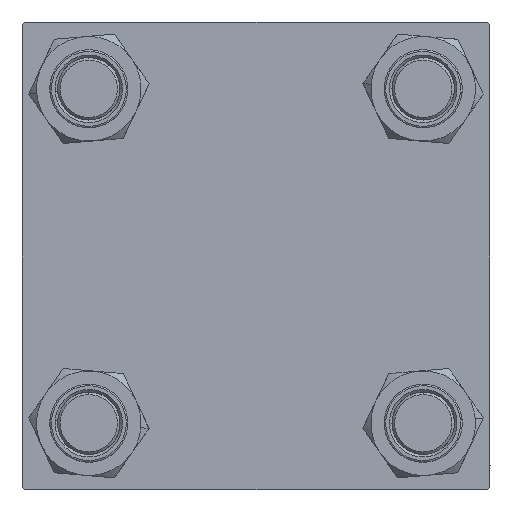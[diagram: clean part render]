
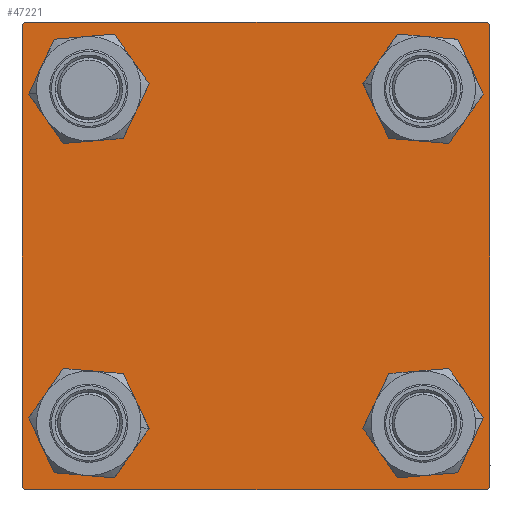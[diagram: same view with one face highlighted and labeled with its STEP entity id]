
A CAD part, left-side view. The second image highlights one B-rep face of the part: STEP entity #47221.
In plain terms, the highlighted planar face has unit normal (-1, 0, 0).
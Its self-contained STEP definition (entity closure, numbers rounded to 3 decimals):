
#65 = CARTESIAN_POINT ( 'NONE',  ( 0., -45., -44.5 ) ) ;
#400 = DIRECTION ( 'NONE',  ( 0., 0., 1. ) ) ;
#614 = VERTEX_POINT ( 'NONE', #52564 ) ;
#797 = DIRECTION ( 'NONE',  ( 0., -0.707, -0.707 ) ) ;
#1798 = VECTOR ( 'NONE', #19419, 1000. ) ;
#1947 = CARTESIAN_POINT ( 'NONE',  ( 0., 44.75, 44.75 ) ) ;
#1969 = LINE ( 'NONE', #28332, #23312 ) ;
#2412 = VECTOR ( 'NONE', #10171, 1000. ) ;
#2892 = AXIS2_PLACEMENT_3D ( 'NONE', #25750, #39500, #13433 ) ;
#3099 = LINE ( 'NONE', #20573, #34307 ) ;
#3635 = DIRECTION ( 'NONE',  ( 1., 0., 0. ) ) ;
#5090 = DIRECTION ( 'NONE',  ( 1., 0., 0. ) ) ;
#7182 = AXIS2_PLACEMENT_3D ( 'NONE', #31162, #5090, #14534 ) ;
#7990 = CARTESIAN_POINT ( 'NONE',  ( 0., -44.5, 45. ) ) ;
#8147 = DIRECTION ( 'NONE',  ( 1., 0., 0. ) ) ;
#8285 = VERTEX_POINT ( 'NONE', #12731 ) ;
#8804 = DIRECTION ( 'NONE',  ( 0., 0., 1. ) ) ;
#9239 = FACE_OUTER_BOUND ( 'NONE', #27531, .T. ) ;
#9289 = VERTEX_POINT ( 'NONE', #65 ) ;
#9346 = ORIENTED_EDGE ( 'NONE', *, *, #9820, .F. ) ;
#9689 = CARTESIAN_POINT ( 'NONE',  ( 0., -32.15, 32.15 ) ) ;
#9811 = FACE_BOUND ( 'NONE', #31982, .T. ) ;
#9820 = EDGE_CURVE ( 'NONE', #20403, #42454, #54585, .T. ) ;
#10171 = DIRECTION ( 'NONE',  ( 0., -0.707, 0.707 ) ) ;
#10249 = DIRECTION ( 'NONE',  ( 1., 0., 0. ) ) ;
#10441 = VECTOR ( 'NONE', #27664, 1000. ) ;
#10574 = DIRECTION ( 'NONE',  ( 0., 0., -1. ) ) ;
#10641 = ORIENTED_EDGE ( 'NONE', *, *, #39932, .T. ) ;
#10846 = ORIENTED_EDGE ( 'NONE', *, *, #42492, .T. ) ;
#11033 = CARTESIAN_POINT ( 'NONE',  ( 0., 45., -45. ) ) ;
#11275 = VERTEX_POINT ( 'NONE', #31117 ) ;
#12731 = CARTESIAN_POINT ( 'NONE',  ( 0., -45., 44.5 ) ) ;
#12946 = ORIENTED_EDGE ( 'NONE', *, *, #42556, .T. ) ;
#13016 = VECTOR ( 'NONE', #53758, 1000. ) ;
#13433 = DIRECTION ( 'NONE',  ( 0., 0., 1. ) ) ;
#14119 = CARTESIAN_POINT ( 'NONE',  ( 0., 0., 0. ) ) ;
#14534 = DIRECTION ( 'NONE',  ( 0., 0., 1. ) ) ;
#14835 = DIRECTION ( 'NONE',  ( 0., 0., 1. ) ) ;
#15370 = ORIENTED_EDGE ( 'NONE', *, *, #53473, .T. ) ;
#16132 = EDGE_LOOP ( 'NONE', ( #54017, #49262 ) ) ;
#17589 = CARTESIAN_POINT ( 'NONE',  ( 0., 32.15, -38.65 ) ) ;
#17755 = VERTEX_POINT ( 'NONE', #19249 ) ;
#18150 = VERTEX_POINT ( 'NONE', #44428 ) ;
#18423 = EDGE_CURVE ( 'NONE', #29235, #40509, #22582, .T. ) ;
#18714 = DIRECTION ( 'NONE',  ( 1., 0., 0. ) ) ;
#18790 = ORIENTED_EDGE ( 'NONE', *, *, #18423, .T. ) ;
#19022 = AXIS2_PLACEMENT_3D ( 'NONE', #55493, #3635, #46904 ) ;
#19249 = CARTESIAN_POINT ( 'NONE',  ( 0., 32.15, 38.65 ) ) ;
#19419 = DIRECTION ( 'NONE',  ( 0., 0.707, -0.707 ) ) ;
#19927 = CARTESIAN_POINT ( 'NONE',  ( 0., 45., 45. ) ) ;
#20322 = CARTESIAN_POINT ( 'NONE',  ( 0., -32.15, 38.65 ) ) ;
#20403 = VERTEX_POINT ( 'NONE', #44000 ) ;
#20573 = CARTESIAN_POINT ( 'NONE',  ( 0., -44.75, 44.75 ) ) ;
#21205 = EDGE_CURVE ( 'NONE', #32184, #9289, #44578, .T. ) ;
#21865 = FACE_BOUND ( 'NONE', #36747, .T. ) ;
#22375 = EDGE_CURVE ( 'NONE', #50982, #17755, #48205, .T. ) ;
#22582 = LINE ( 'NONE', #26872, #32655 ) ;
#22737 = CARTESIAN_POINT ( 'NONE',  ( 0., 32.15, 32.15 ) ) ;
#23312 = VECTOR ( 'NONE', #10574, 1000. ) ;
#23453 = CARTESIAN_POINT ( 'NONE',  ( 0., 44.5, -45. ) ) ;
#23480 = AXIS2_PLACEMENT_3D ( 'NONE', #22737, #18714, #400 ) ;
#23760 = AXIS2_PLACEMENT_3D ( 'NONE', #55992, #8147, #51699 ) ;
#24176 = EDGE_CURVE ( 'NONE', #614, #11275, #56532, .T. ) ;
#24596 = CARTESIAN_POINT ( 'NONE',  ( 0., 32.15, -25.65 ) ) ;
#24981 = AXIS2_PLACEMENT_3D ( 'NONE', #9689, #10249, #14835 ) ;
#25221 = EDGE_CURVE ( 'NONE', #18150, #29235, #51143, .T. ) ;
#25750 = CARTESIAN_POINT ( 'NONE',  ( 0., -32.15, 32.15 ) ) ;
#26720 = DIRECTION ( 'NONE',  ( -1., 0., 0. ) ) ;
#26808 = CARTESIAN_POINT ( 'NONE',  ( 0., -44.75, -44.75 ) ) ;
#26872 = CARTESIAN_POINT ( 'NONE',  ( 0., 44.75, -44.75 ) ) ;
#27531 = EDGE_LOOP ( 'NONE', ( #52556, #18790, #10641, #44029, #39796, #15370, #9346, #31090 ) ) ;
#27664 = DIRECTION ( 'NONE',  ( 0., -1., 0. ) ) ;
#27880 = EDGE_CURVE ( 'NONE', #48578, #45806, #31916, .T. ) ;
#28029 = CARTESIAN_POINT ( 'NONE',  ( 0., 45., -44.5 ) ) ;
#28332 = CARTESIAN_POINT ( 'NONE',  ( 0., -45., 45. ) ) ;
#29235 = VERTEX_POINT ( 'NONE', #28029 ) ;
#29506 = EDGE_LOOP ( 'NONE', ( #50024, #55407 ) ) ;
#29579 = DIRECTION ( 'NONE',  ( 0., 0., 1. ) ) ;
#29688 = EDGE_CURVE ( 'NONE', #11275, #614, #54838, .T. ) ;
#29813 = AXIS2_PLACEMENT_3D ( 'NONE', #48070, #38617, #8804 ) ;
#30084 = EDGE_CURVE ( 'NONE', #20403, #18150, #36910, .T. ) ;
#30349 = CIRCLE ( 'NONE', #39511, 6.5 ) ;
#31090 = ORIENTED_EDGE ( 'NONE', *, *, #30084, .T. ) ;
#31117 = CARTESIAN_POINT ( 'NONE',  ( 0., -32.15, -25.65 ) ) ;
#31162 = CARTESIAN_POINT ( 'NONE',  ( 0., 32.15, -32.15 ) ) ;
#31307 = FACE_BOUND ( 'NONE', #16132, .T. ) ;
#31916 = CIRCLE ( 'NONE', #7182, 6.5 ) ;
#31982 = EDGE_LOOP ( 'NONE', ( #12946, #10846 ) ) ;
#32184 = VERTEX_POINT ( 'NONE', #34553 ) ;
#32655 = VECTOR ( 'NONE', #797, 1000. ) ;
#34307 = VECTOR ( 'NONE', #46941, 1000. ) ;
#34553 = CARTESIAN_POINT ( 'NONE',  ( 0., -44.5, -45. ) ) ;
#36747 = EDGE_LOOP ( 'NONE', ( #37667, #53750 ) ) ;
#36910 = LINE ( 'NONE', #1947, #1798 ) ;
#37409 = DIRECTION ( 'NONE',  ( 0., 0., -1. ) ) ;
#37662 = CIRCLE ( 'NONE', #24981, 6.5 ) ;
#37667 = ORIENTED_EDGE ( 'NONE', *, *, #56338, .T. ) ;
#38617 = DIRECTION ( 'NONE',  ( 1., 0., 0. ) ) ;
#39180 = VERTEX_POINT ( 'NONE', #51925 ) ;
#39500 = DIRECTION ( 'NONE',  ( 1., 0., 0. ) ) ;
#39511 = AXIS2_PLACEMENT_3D ( 'NONE', #55933, #51639, #29579 ) ;
#39796 = ORIENTED_EDGE ( 'NONE', *, *, #52390, .F. ) ;
#39932 = EDGE_CURVE ( 'NONE', #40509, #32184, #50304, .T. ) ;
#40509 = VERTEX_POINT ( 'NONE', #23453 ) ;
#42454 = VERTEX_POINT ( 'NONE', #7990 ) ;
#42492 = EDGE_CURVE ( 'NONE', #39180, #43135, #51402, .T. ) ;
#42556 = EDGE_CURVE ( 'NONE', #43135, #39180, #37662, .T. ) ;
#43135 = VERTEX_POINT ( 'NONE', #20322 ) ;
#43213 = CARTESIAN_POINT ( 'NONE',  ( 0., 32.15, 25.65 ) ) ;
#43784 = EDGE_CURVE ( 'NONE', #45806, #48578, #30349, .T. ) ;
#44000 = CARTESIAN_POINT ( 'NONE',  ( 0., 44.5, 45. ) ) ;
#44029 = ORIENTED_EDGE ( 'NONE', *, *, #21205, .T. ) ;
#44428 = CARTESIAN_POINT ( 'NONE',  ( 0., 45., 44.5 ) ) ;
#44491 = PLANE ( 'NONE',  #55162 ) ;
#44578 = LINE ( 'NONE', #26808, #2412 ) ;
#45806 = VERTEX_POINT ( 'NONE', #17589 ) ;
#46904 = DIRECTION ( 'NONE',  ( 0., 0., 1. ) ) ;
#46941 = DIRECTION ( 'NONE',  ( 0., 0.707, 0.707 ) ) ;
#47221 = ADVANCED_FACE ( 'NONE', ( #9811, #53357, #31307, #21865, #9239 ), #44491, .T. ) ;
#47951 = DIRECTION ( 'NONE',  ( 0., 0., 1. ) ) ;
#48070 = CARTESIAN_POINT ( 'NONE',  ( 0., 32.15, 32.15 ) ) ;
#48205 = CIRCLE ( 'NONE', #23480, 6.5 ) ;
#48578 = VERTEX_POINT ( 'NONE', #24596 ) ;
#49262 = ORIENTED_EDGE ( 'NONE', *, *, #43784, .T. ) ;
#50024 = ORIENTED_EDGE ( 'NONE', *, *, #29688, .T. ) ;
#50304 = LINE ( 'NONE', #11033, #13016 ) ;
#50982 = VERTEX_POINT ( 'NONE', #43213 ) ;
#51143 = LINE ( 'NONE', #19927, #55579 ) ;
#51402 = CIRCLE ( 'NONE', #2892, 6.5 ) ;
#51639 = DIRECTION ( 'NONE',  ( 1., 0., 0. ) ) ;
#51699 = DIRECTION ( 'NONE',  ( 0., 0., 1. ) ) ;
#51925 = CARTESIAN_POINT ( 'NONE',  ( 0., -32.15, 25.65 ) ) ;
#52390 = EDGE_CURVE ( 'NONE', #8285, #9289, #1969, .T. ) ;
#52556 = ORIENTED_EDGE ( 'NONE', *, *, #25221, .T. ) ;
#52564 = CARTESIAN_POINT ( 'NONE',  ( 0., -32.15, -38.65 ) ) ;
#53357 = FACE_BOUND ( 'NONE', #29506, .T. ) ;
#53473 = EDGE_CURVE ( 'NONE', #8285, #42454, #3099, .T. ) ;
#53750 = ORIENTED_EDGE ( 'NONE', *, *, #22375, .T. ) ;
#53758 = DIRECTION ( 'NONE',  ( 0., -1., 0. ) ) ;
#54011 = CARTESIAN_POINT ( 'NONE',  ( 0., 45., 45. ) ) ;
#54017 = ORIENTED_EDGE ( 'NONE', *, *, #27880, .T. ) ;
#54516 = CIRCLE ( 'NONE', #29813, 6.5 ) ;
#54585 = LINE ( 'NONE', #54011, #10441 ) ;
#54838 = CIRCLE ( 'NONE', #23760, 6.5 ) ;
#55162 = AXIS2_PLACEMENT_3D ( 'NONE', #14119, #26720, #47951 ) ;
#55407 = ORIENTED_EDGE ( 'NONE', *, *, #24176, .T. ) ;
#55493 = CARTESIAN_POINT ( 'NONE',  ( 0., -32.15, -32.15 ) ) ;
#55579 = VECTOR ( 'NONE', #37409, 1000. ) ;
#55933 = CARTESIAN_POINT ( 'NONE',  ( 0., 32.15, -32.15 ) ) ;
#55992 = CARTESIAN_POINT ( 'NONE',  ( 0., -32.15, -32.15 ) ) ;
#56338 = EDGE_CURVE ( 'NONE', #17755, #50982, #54516, .T. ) ;
#56532 = CIRCLE ( 'NONE', #19022, 6.5 ) ;
